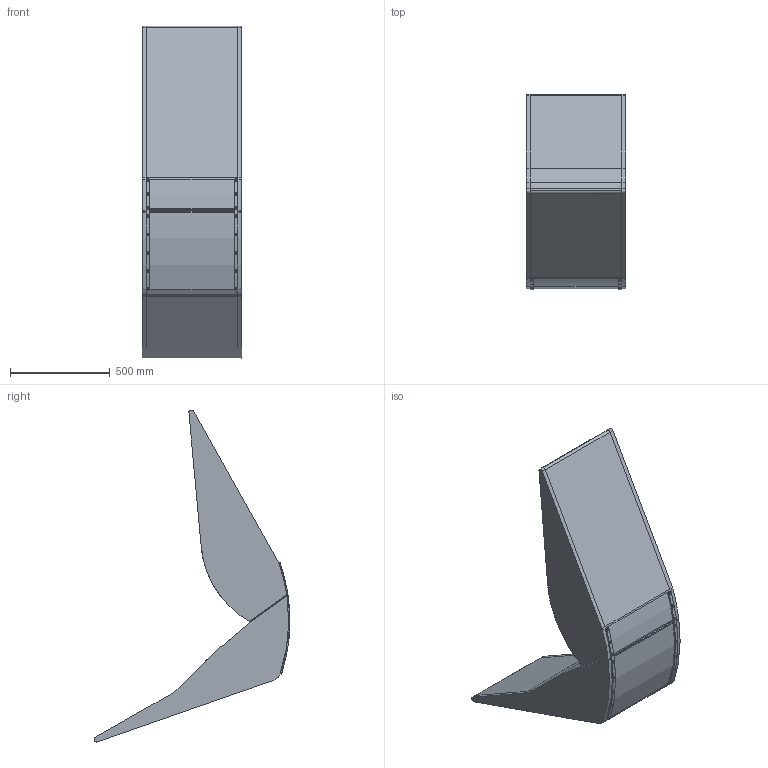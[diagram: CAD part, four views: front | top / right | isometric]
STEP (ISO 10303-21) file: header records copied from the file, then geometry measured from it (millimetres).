
FILE_DESCRIPTION(/* description */ (''),/* implementation_level */ '2;1');
FILE_NAME(/* name */ 'Bird Chair',/* time_stamp */ '2022-07-12T16:03:34+01:00',/* author */ (''),/* organization */ (''),/* preprocessor_version */ 'ST-DEVELOPER v16.5',/* originating_system */ '',/* authorisation */ '');
FILE_SCHEMA (('AUTOMOTIVE_DESIGN'));
Length unit declared in the file: millimetre
Products named in the file (1): Document
Bounding box: 500 x 981.02 x 1662.95 mm (x, y, z)
Volume: 208522801.4 mm3; surface area: 11017977.7 mm2
Topology: 15 solids, 15 shells, 336 faces, 801 edges, 482 vertices
Faces by surface type: bspline 230, plane 106
Entity records: 13168 total; most frequent: CARTESIAN_POINT 8192, ORIENTED_EDGE 1538, EDGE_CURVE 769, B_SPLINE_CURVE_WITH_KNOTS 561, VERTEX_POINT 482, EDGE_LOOP 387, ADVANCED_FACE 336, FACE_OUTER_BOUND 336
